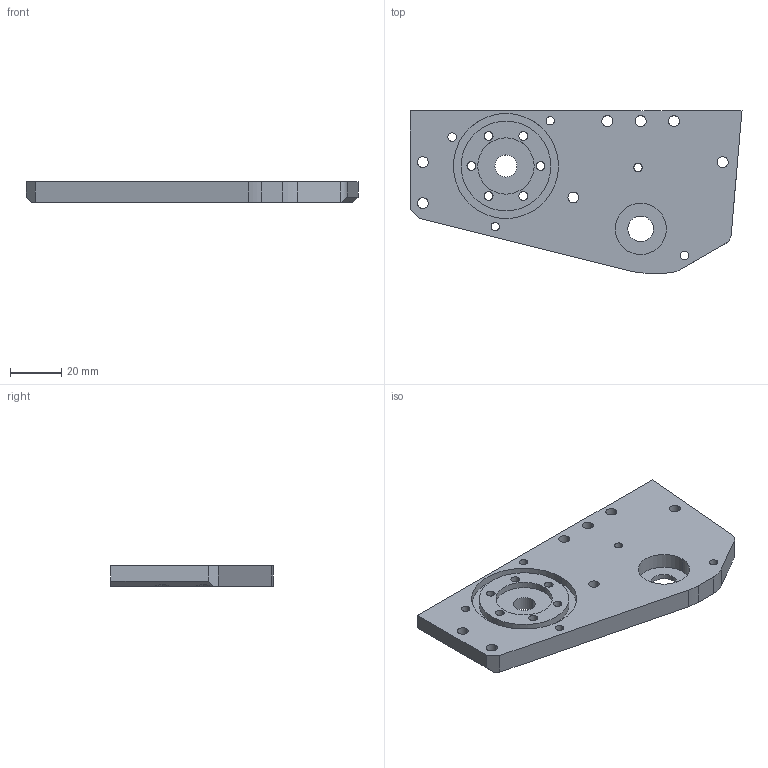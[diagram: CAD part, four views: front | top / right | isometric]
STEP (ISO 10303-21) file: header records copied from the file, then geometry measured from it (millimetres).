
FILE_DESCRIPTION (( 'STEP AP214' ), '1' );
FILE_NAME ('support moteur SymétrieALTI_USI_0002V1.STEP', '2020-03-09T09:17:44', ( '' ), ( '' ), 'SwSTEP 2.0', 'SolidWorks 2016', '' );
FILE_SCHEMA (( 'AUTOMOTIVE_DESIGN' ));
Length unit declared in the file: millimetre
Products named in the file (1): support moteur SymétrieALTI_USI_0002V1
Bounding box: 129.52 x 63.25 x 8 mm (x, y, z)
Volume: 46347 mm3; surface area: 20627.5 mm2
Topology: 1 solids, 1 shells, 124 faces, 330 edges, 208 vertices
Faces by surface type: cylinder 63, cone 34, plane 27
Entity records: 4182 total; most frequent: DIRECTION 733, CARTESIAN_POINT 731, ORIENTED_EDGE 660, EDGE_CURVE 330, AXIS2_PLACEMENT_3D 288, VERTEX_POINT 208, EDGE_LOOP 164, CIRCLE 163
